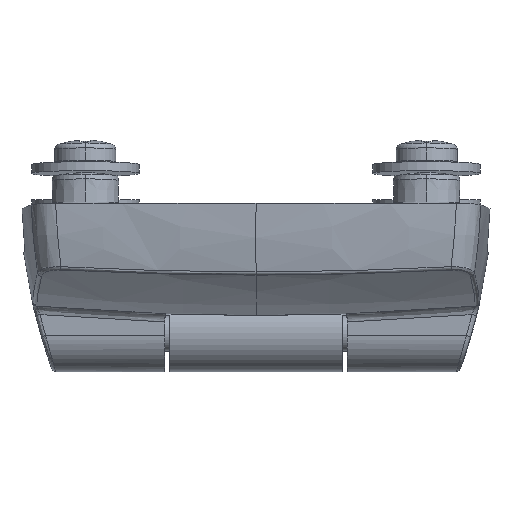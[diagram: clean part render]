
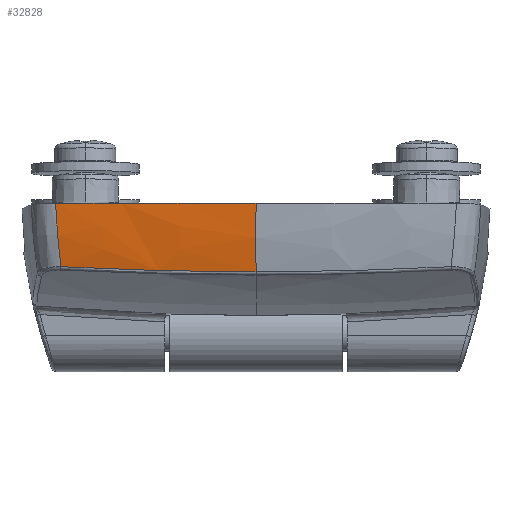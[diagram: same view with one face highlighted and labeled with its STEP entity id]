
A CAD part, front view. The second image highlights one B-rep face of the part: STEP entity #32828.
In plain terms, the highlighted free-form (B-spline) face has degree [3, 3] with [4, 6] control points.
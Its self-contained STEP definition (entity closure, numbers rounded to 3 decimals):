
#23370=CARTESIAN_POINT('',(293.,0.,0.));
#23371=DIRECTION('',(0.,1.,0.));
#23372=DIRECTION('',(-1.,0.,0.));
#23373=AXIS2_PLACEMENT_3D('',#23370,#23371,#23372);
#23378=CARTESIAN_POINT('',(-6.169,0.,
22.318));
#24271=CARTESIAN_POINT('',(-5.219,6.991,
21.725));
#24454=CARTESIAN_POINT('',(-5.219,6.991,
21.725));
#24455=CARTESIAN_POINT('',(-5.362,7.126,
19.331));
#24456=CARTESIAN_POINT('',(-5.6,7.351,
14.529));
#24457=CARTESIAN_POINT('',(-5.814,7.556,
7.265));
#24458=CARTESIAN_POINT('',(-5.862,7.602,
2.423));
#24459=CARTESIAN_POINT('',(-5.862,7.602,0.));
#24464=CARTESIAN_POINT('',(-6.169,0.,
22.318));
#24465=CARTESIAN_POINT('',(-6.13,0.781,
22.285));
#24466=CARTESIAN_POINT('',(-6.008,2.343,
22.197));
#24467=CARTESIAN_POINT('',(-5.691,4.68,
21.999));
#24468=CARTESIAN_POINT('',(-5.391,6.224,
21.823));
#24469=CARTESIAN_POINT('',(-5.219,6.991,
21.725));
#24474=CARTESIAN_POINT('',(-5.862,7.602,0.));
#24475=CARTESIAN_POINT('',(-6.069,6.771,0.));
#24476=CARTESIAN_POINT('',(-6.431,5.096,0.));
#24477=CARTESIAN_POINT('',(-6.811,2.557,
0.));
#24478=CARTESIAN_POINT('',(-6.955,0.853,0.));
#24479=CARTESIAN_POINT('',(-7.,0.,0.));
#31215=VERTEX_POINT('',#23378);
#31217=VERTEX_POINT('',#24474);
#31218=VERTEX_POINT('',#24479);
#31310=VERTEX_POINT('',#24271);
#32796=CARTESIAN_POINT('',(-4.963,7.751,
22.675));
#32797=CARTESIAN_POINT('',(-5.108,7.751,
20.766));
#32798=CARTESIAN_POINT('',(-5.422,7.751,
16.036));
#32799=CARTESIAN_POINT('',(-5.75,7.751,
8.329));
#32800=CARTESIAN_POINT('',(-5.828,7.751,
2.529));
#32801=CARTESIAN_POINT('',(-5.824,7.751,
-0.445));
#32802=CARTESIAN_POINT('',(-5.617,5.164,
22.724));
#32803=CARTESIAN_POINT('',(-5.763,5.164,
20.812));
#32804=CARTESIAN_POINT('',(-6.078,5.164,
16.072));
#32805=CARTESIAN_POINT('',(-6.407,5.164,
8.347));
#32806=CARTESIAN_POINT('',(-6.485,5.164,
2.535));
#32807=CARTESIAN_POINT('',(-6.48,5.164,
-0.446));
#32808=CARTESIAN_POINT('',(-6.014,2.512,
22.755));
#32809=CARTESIAN_POINT('',(-6.16,2.512,
20.839));
#32810=CARTESIAN_POINT('',(-6.475,2.512,
16.093));
#32811=CARTESIAN_POINT('',(-6.804,2.512,
8.358));
#32812=CARTESIAN_POINT('',(-6.883,2.512,
2.538));
#32813=CARTESIAN_POINT('',(-6.878,2.512,
-0.447));
#32814=CARTESIAN_POINT('',(-6.143,-0.154,
22.764));
#32815=CARTESIAN_POINT('',(-6.289,-0.154,
20.848));
#32816=CARTESIAN_POINT('',(-6.604,-0.154,
16.1));
#32817=CARTESIAN_POINT('',(-6.934,-0.154,
8.362));
#32818=CARTESIAN_POINT('',(-7.012,-0.154,
2.539));
#32819=CARTESIAN_POINT('',(-7.007,-0.154,
-0.447));
#32820=B_SPLINE_SURFACE_WITH_KNOTS('',3,3,((#32796,#32797,#32798,#32799,#32800,
#32801),(#32802,#32803,#32804,#32805,#32806,#32807),(#32808,#32809,#32810,
#32811,#32812,#32813),(#32814,#32815,#32816,#32817,#32818,#32819)),
.UNSPECIFIED.,.F.,.F.,.F.,(4,4),(4,1,1,4),(0.23,1.015),(
0.108,0.333,0.667,1.017),
.UNSPECIFIED.);
#32822=ORIENTED_EDGE('',*,*,#32821,.F.);
#32823=ORIENTED_EDGE('',*,*,#32791,.F.);
#32824=ORIENTED_EDGE('',*,*,#32542,.F.);
#32825=ORIENTED_EDGE('',*,*,#31986,.F.);
#32826=EDGE_LOOP('',(#32822,#32823,#32824,#32825));
#32827=FACE_OUTER_BOUND('',#32826,.F.);
#23374=CIRCLE('',#23373,300.);
#24460=B_SPLINE_CURVE_WITH_KNOTS('',3,(#24454,#24455,#24456,#24457,#24458,
#24459),.UNSPECIFIED.,.F.,.F.,(4,1,1,4),(0.,0.333,
0.667,1.),.UNSPECIFIED.);
#24470=B_SPLINE_CURVE_WITH_KNOTS('',3,(#24464,#24465,#24466,#24467,#24468,
#24469),.UNSPECIFIED.,.F.,.F.,(4,1,1,4),(0.,0.333,
0.667,1.),.UNSPECIFIED.);
#24480=B_SPLINE_CURVE_WITH_KNOTS('',3,(#24474,#24475,#24476,#24477,#24478,
#24479),.UNSPECIFIED.,.F.,.F.,(4,1,1,4),(0.,0.333,
0.667,1.),.UNSPECIFIED.);
#31986=EDGE_CURVE('',#31218,#31215,#23374,.T.);
#32542=EDGE_CURVE('',#31215,#31310,#24470,.T.);
#32791=EDGE_CURVE('',#31310,#31217,#24460,.T.);
#32821=EDGE_CURVE('',#31217,#31218,#24480,.T.);
#32828=ADVANCED_FACE('',(#32827),#32820,.F.);
